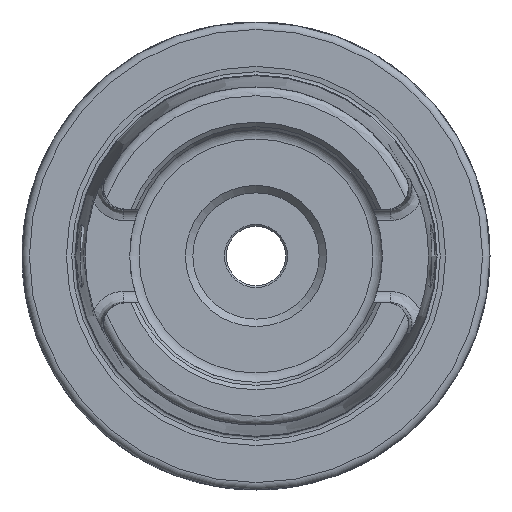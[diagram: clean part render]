
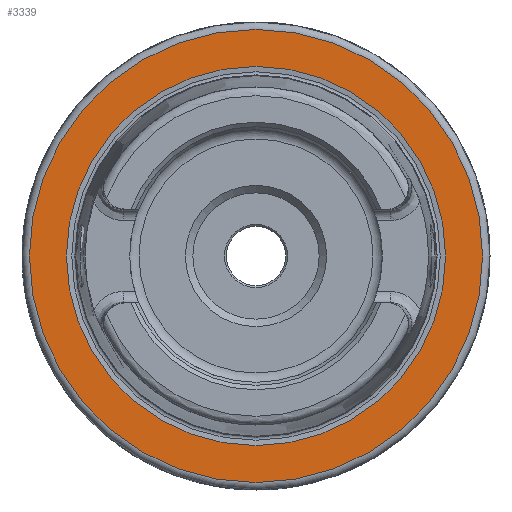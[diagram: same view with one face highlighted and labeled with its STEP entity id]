
A CAD part, left-side view. The second image highlights one B-rep face of the part: STEP entity #3339.
In plain terms, the highlighted planar face has unit normal (-1, 0, 0).
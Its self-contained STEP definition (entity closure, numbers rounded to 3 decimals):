
#85=FACE_BOUND('',#544,.T.);
#138=PLANE('',#3674);
#357=FACE_OUTER_BOUND('',#543,.T.);
#543=EDGE_LOOP('',(#2899,#2900));
#544=EDGE_LOOP('',(#2901,#2902));
#864=CIRCLE('',#3672,25.521);
#865=CIRCLE('',#3673,25.521);
#866=CIRCLE('',#3675,30.5);
#867=CIRCLE('',#3676,30.5);
#1498=VERTEX_POINT('',#7204);
#1499=VERTEX_POINT('',#7206);
#1500=VERTEX_POINT('',#7210);
#1501=VERTEX_POINT('',#7211);
#1986=EDGE_CURVE('',#1499,#1498,#864,.T.);
#1987=EDGE_CURVE('',#1498,#1499,#865,.T.);
#1988=EDGE_CURVE('',#1500,#1501,#866,.T.);
#1989=EDGE_CURVE('',#1501,#1500,#867,.T.);
#2899=ORIENTED_EDGE('',*,*,#1988,.F.);
#2900=ORIENTED_EDGE('',*,*,#1989,.F.);
#2901=ORIENTED_EDGE('',*,*,#1986,.T.);
#2902=ORIENTED_EDGE('',*,*,#1987,.T.);
#3339=ADVANCED_FACE('',(#357,#85),#138,.T.);
#3672=AXIS2_PLACEMENT_3D('',#7207,#4420,#4421);
#3673=AXIS2_PLACEMENT_3D('',#7208,#4422,#4423);
#3674=AXIS2_PLACEMENT_3D('',#7209,#4424,#4425);
#3675=AXIS2_PLACEMENT_3D('',#7212,#4426,#4427);
#3676=AXIS2_PLACEMENT_3D('',#7213,#4428,#4429);
#4420=DIRECTION('center_axis',(1.,0.,0.));
#4421=DIRECTION('ref_axis',(0.,0.,-1.));
#4422=DIRECTION('center_axis',(1.,0.,0.));
#4423=DIRECTION('ref_axis',(0.,0.,-1.));
#4424=DIRECTION('center_axis',(-1.,0.,0.));
#4425=DIRECTION('ref_axis',(0.,0.,1.));
#4426=DIRECTION('center_axis',(1.,0.,0.));
#4427=DIRECTION('ref_axis',(0.,0.,-1.));
#4428=DIRECTION('center_axis',(1.,0.,0.));
#4429=DIRECTION('ref_axis',(0.,0.,-1.));
#7204=CARTESIAN_POINT('',(0.,-25.521,0.));
#7206=CARTESIAN_POINT('',(0.,25.521,0.));
#7207=CARTESIAN_POINT('Origin',(0.,0.,
0.));
#7208=CARTESIAN_POINT('Origin',(0.,0.,
0.));
#7209=CARTESIAN_POINT('Origin',(0.,30.5,0.));
#7210=CARTESIAN_POINT('',(0.,30.5,0.));
#7211=CARTESIAN_POINT('',(0.,0.,30.5));
#7212=CARTESIAN_POINT('Origin',(0.,0.,
0.));
#7213=CARTESIAN_POINT('Origin',(0.,0.,
0.));
